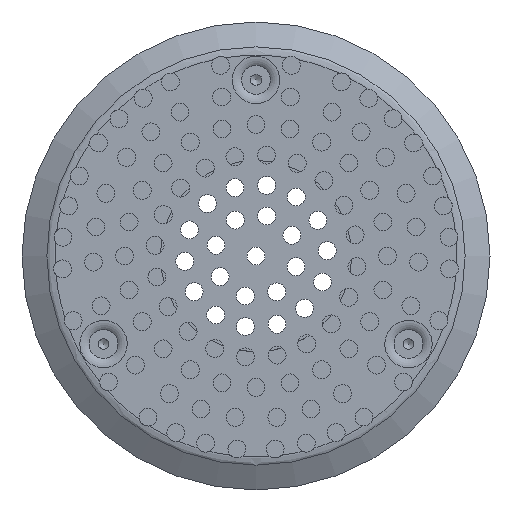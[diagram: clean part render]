
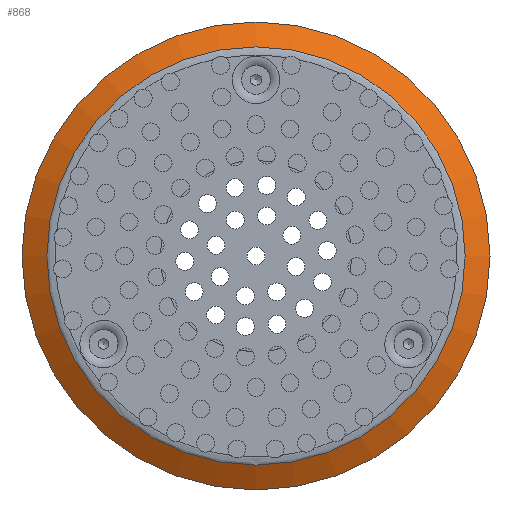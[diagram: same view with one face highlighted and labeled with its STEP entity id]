
A CAD part, top view. The second image highlights one B-rep face of the part: STEP entity #868.
In plain terms, the highlighted conical face has half-angle 60 degrees and reference radius 86.825 mm.
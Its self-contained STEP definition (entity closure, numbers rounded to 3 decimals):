
#868=ADVANCED_FACE('',(#7395,#7397),#7399,.T.);
#7395=FACE_OUTER_BOUND('',#7396,.T.);
#7396=EDGE_LOOP('',(#9723));
#7397=FACE_OUTER_BOUND('',#7398,.T.);
#7398=EDGE_LOOP('',(#9724));
#7399=CONICAL_SURFACE('',#7400,86.825,1.047);
#7400=AXIS2_PLACEMENT_3D('',#7401,#7402,#7403);
#7401=CARTESIAN_POINT('',(0.,0.,-2.185));
#7402=DIRECTION('',(0.,0.,-1.));
#7403=DIRECTION('',(-1.,0.,0.));
#9723=ORIENTED_EDGE('',*,*,#10346,.T.);
#9724=ORIENTED_EDGE('',*,*,#10711,.F.);
#10346=EDGE_CURVE('',#11230,#11230,#11231,.T.);
#10711=EDGE_CURVE('',#11900,#11900,#11901,.T.);
#11230=VERTEX_POINT('',#17781);
#11231=CIRCLE('',#17782,81.95);
#11900=VERTEX_POINT('',#21215);
#11901=CIRCLE('',#21216,91.7);
#17781=CARTESIAN_POINT('',(-81.95,0.,0.629));
#17782=AXIS2_PLACEMENT_3D('',#17783,#17784,#17785);
#17783=CARTESIAN_POINT('',(0.,0.,0.629));
#17784=DIRECTION('',(0.,0.,-1.));
#17785=DIRECTION('',(-1.,0.,0.));
#21215=CARTESIAN_POINT('',(-91.7,0.,-5.));
#21216=AXIS2_PLACEMENT_3D('',#21217,#21218,#21219);
#21217=CARTESIAN_POINT('',(0.,0.,-5.));
#21218=DIRECTION('',(0.,0.,-1.));
#21219=DIRECTION('',(-1.,0.,0.));
